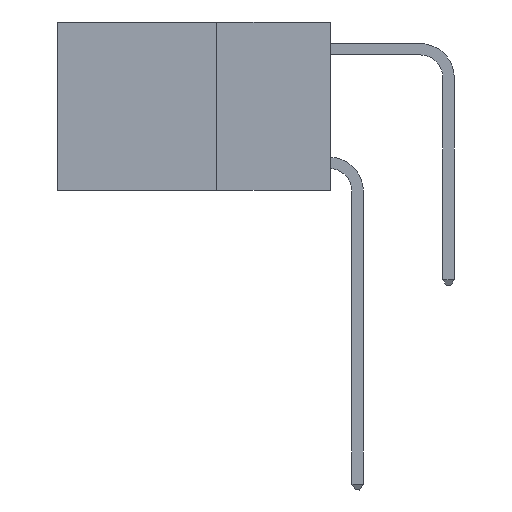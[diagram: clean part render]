
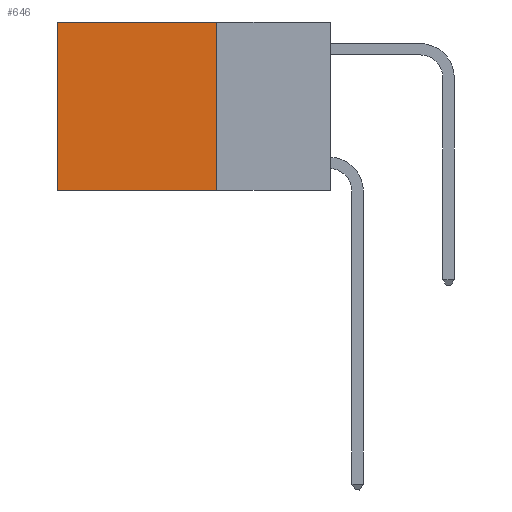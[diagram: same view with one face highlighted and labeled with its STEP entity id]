
A CAD part, left-side view. The second image highlights one B-rep face of the part: STEP entity #646.
In plain terms, the highlighted planar face has unit normal (-1, 0, 0).
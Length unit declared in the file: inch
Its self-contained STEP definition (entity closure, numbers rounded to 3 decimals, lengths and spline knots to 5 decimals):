
#180 = EDGE_LOOP ( 'NONE', ( #3577, #4473, #6944, #8335 ) ) ;
#453 = LINE ( 'NONE', #3664, #4936 ) ;
#646 = ADVANCED_FACE ( 'NONE', ( #8084 ), #2433, .F. ) ;
#1115 = CARTESIAN_POINT ( 'NONE',  ( 0.2625, 0.6, -0.37 ) ) ;
#1516 = VERTEX_POINT ( 'NONE', #5693 ) ;
#1654 = LINE ( 'NONE', #10770, #4205 ) ;
#2085 = VECTOR ( 'NONE', #7085, 39.37008 ) ;
#2433 = PLANE ( 'NONE',  #5726 ) ;
#2984 = EDGE_CURVE ( 'NONE', #8971, #7133, #453, .T. ) ;
#3437 = CARTESIAN_POINT ( 'NONE',  ( 0.2625, 0.25, 0. ) ) ;
#3577 = ORIENTED_EDGE ( 'NONE', *, *, #7396, .T. ) ;
#3664 = CARTESIAN_POINT ( 'NONE',  ( 0.2625, 0.25, 0. ) ) ;
#3820 = CARTESIAN_POINT ( 'NONE',  ( 0.2625, 0.6, 0. ) ) ;
#4205 = VECTOR ( 'NONE', #4279, 39.37008 ) ;
#4279 = DIRECTION ( 'NONE',  ( 0., 0., -1. ) ) ;
#4473 = ORIENTED_EDGE ( 'NONE', *, *, #8261, .F. ) ;
#4628 = VECTOR ( 'NONE', #8068, 39.37008 ) ;
#4936 = VECTOR ( 'NONE', #10173, 39.37008 ) ;
#5164 = CARTESIAN_POINT ( 'NONE',  ( 0.2625, 0.25, 0. ) ) ;
#5693 = CARTESIAN_POINT ( 'NONE',  ( 0.2625, 0.25, -0.37 ) ) ;
#5726 = AXIS2_PLACEMENT_3D ( 'NONE', #3437, #7307, #7135 ) ;
#6944 = ORIENTED_EDGE ( 'NONE', *, *, #8745, .F. ) ;
#7085 = DIRECTION ( 'NONE',  ( 0., 0., -1. ) ) ;
#7133 = VERTEX_POINT ( 'NONE', #3820 ) ;
#7135 = DIRECTION ( 'NONE',  ( 0., 0., -1. ) ) ;
#7136 = CARTESIAN_POINT ( 'NONE',  ( 0.2625, 0.25, -0.37 ) ) ;
#7307 = DIRECTION ( 'NONE',  ( 1., 0., 0. ) ) ;
#7396 = EDGE_CURVE ( 'NONE', #7133, #10360, #1654, .T. ) ;
#8068 = DIRECTION ( 'NONE',  ( 0., 1., 0. ) ) ;
#8084 = FACE_OUTER_BOUND ( 'NONE', #180, .T. ) ;
#8261 = EDGE_CURVE ( 'NONE', #1516, #10360, #11971, .T. ) ;
#8335 = ORIENTED_EDGE ( 'NONE', *, *, #2984, .T. ) ;
#8745 = EDGE_CURVE ( 'NONE', #8971, #1516, #9541, .T. ) ;
#8971 = VERTEX_POINT ( 'NONE', #10160 ) ;
#9541 = LINE ( 'NONE', #5164, #2085 ) ;
#10160 = CARTESIAN_POINT ( 'NONE',  ( 0.2625, 0.25, 0. ) ) ;
#10173 = DIRECTION ( 'NONE',  ( 0., 1., 0. ) ) ;
#10360 = VERTEX_POINT ( 'NONE', #1115 ) ;
#10770 = CARTESIAN_POINT ( 'NONE',  ( 0.2625, 0.6, 0. ) ) ;
#11971 = LINE ( 'NONE', #7136, #4628 ) ;
